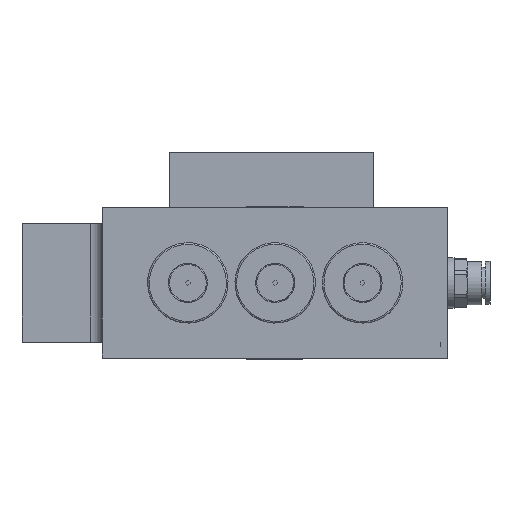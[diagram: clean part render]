
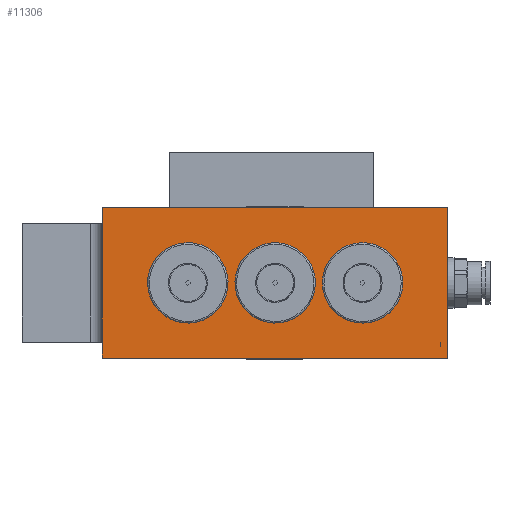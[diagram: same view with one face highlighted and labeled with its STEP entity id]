
A CAD part, front view. The second image highlights one B-rep face of the part: STEP entity #11306.
In plain terms, the highlighted planar face has unit normal (0, -1, 0).
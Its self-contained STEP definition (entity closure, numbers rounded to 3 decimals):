
#90=FACE_BOUND('',#1896,.T.);
#91=FACE_BOUND('',#1897,.T.);
#92=FACE_BOUND('',#1898,.T.);
#93=FACE_BOUND('',#1899,.T.);
#1156=FACE_OUTER_BOUND('',#1895,.T.);
#1895=EDGE_LOOP('',(#9517,#9518,#9519,#9520,#9521,#9522,#9523,#9524));
#1896=EDGE_LOOP('',(#9525,#9526,#9527,#9528));
#1897=EDGE_LOOP('',(#9529));
#1898=EDGE_LOOP('',(#9530));
#1899=EDGE_LOOP('',(#9531));
#2212=CIRCLE('',#11930,17.5);
#2222=CIRCLE('',#11947,17.5);
#2231=CIRCLE('',#11962,17.5);
#2787=LINE('',#16644,#3757);
#2859=LINE('',#18358,#3829);
#2906=LINE('',#18458,#3876);
#2915=LINE('',#18480,#3885);
#2918=LINE('',#18486,#3888);
#2925=LINE('',#18509,#3895);
#2944=LINE('',#18569,#3914);
#2952=LINE('',#18597,#3922);
#2956=LINE('',#18604,#3926);
#2959=LINE('',#18609,#3929);
#2962=LINE('',#18614,#3932);
#2969=LINE('',#18656,#3939);
#3757=VECTOR('',#13292,0.227);
#3829=VECTOR('',#13418,150.);
#3876=VECTOR('',#13475,10.);
#3885=VECTOR('',#13492,5.);
#3888=VECTOR('',#13497,0.127);
#3895=VECTOR('',#13516,58.5);
#3914=VECTOR('',#13579,2.);
#3922=VECTOR('',#13607,0.227);
#3926=VECTOR('',#13613,0.127);
#3929=VECTOR('',#13620,2.);
#3932=VECTOR('',#13627,2.);
#3939=VECTOR('',#13680,150.);
#4734=VERTEX_POINT('',#16641);
#4735=VERTEX_POINT('',#16643);
#4815=VERTEX_POINT('',#18356);
#4816=VERTEX_POINT('',#18357);
#4864=VERTEX_POINT('',#18457);
#4873=VERTEX_POINT('',#18479);
#4875=VERTEX_POINT('',#18485);
#4884=VERTEX_POINT('',#18506);
#4885=VERTEX_POINT('',#18508);
#4904=VERTEX_POINT('',#18567);
#4914=VERTEX_POINT('',#18595);
#4916=VERTEX_POINT('',#18602);
#5052=VERTEX_POINT('',#20461);
#5061=VERTEX_POINT('',#20490);
#5069=VERTEX_POINT('',#20516);
#5987=EDGE_CURVE('',#4734,#4735,#2787,.T.);
#6106=EDGE_CURVE('',#4815,#4816,#2859,.T.);
#6156=EDGE_CURVE('',#4816,#4864,#2906,.T.);
#6167=EDGE_CURVE('',#4873,#4815,#2915,.T.);
#6170=EDGE_CURVE('',#4873,#4875,#2918,.T.);
#6180=EDGE_CURVE('',#4884,#4885,#2925,.T.);
#6210=EDGE_CURVE('',#4904,#4734,#2944,.T.);
#6224=EDGE_CURVE('',#4904,#4914,#2952,.T.);
#6228=EDGE_CURVE('',#4884,#4916,#2956,.T.);
#6231=EDGE_CURVE('',#4875,#4916,#2959,.T.);
#6234=EDGE_CURVE('',#4735,#4914,#2962,.T.);
#6255=EDGE_CURVE('',#4864,#4885,#2969,.T.);
#6419=EDGE_CURVE('',#5052,#5052,#2212,.T.);
#6432=EDGE_CURVE('',#5061,#5061,#2222,.T.);
#6444=EDGE_CURVE('',#5069,#5069,#2231,.T.);
#9517=ORIENTED_EDGE('',*,*,#6156,.T.);
#9518=ORIENTED_EDGE('',*,*,#6255,.T.);
#9519=ORIENTED_EDGE('',*,*,#6180,.F.);
#9520=ORIENTED_EDGE('',*,*,#6228,.T.);
#9521=ORIENTED_EDGE('',*,*,#6231,.F.);
#9522=ORIENTED_EDGE('',*,*,#6170,.F.);
#9523=ORIENTED_EDGE('',*,*,#6167,.T.);
#9524=ORIENTED_EDGE('',*,*,#6106,.T.);
#9525=ORIENTED_EDGE('',*,*,#5987,.F.);
#9526=ORIENTED_EDGE('',*,*,#6210,.F.);
#9527=ORIENTED_EDGE('',*,*,#6224,.T.);
#9528=ORIENTED_EDGE('',*,*,#6234,.F.);
#9529=ORIENTED_EDGE('',*,*,#6432,.T.);
#9530=ORIENTED_EDGE('',*,*,#6444,.T.);
#9531=ORIENTED_EDGE('',*,*,#6419,.T.);
#10734=PLANE('',#12125);
#11306=ADVANCED_FACE('',(#1156,#90,#91,#92,#93),#10734,.T.);
#11930=AXIS2_PLACEMENT_3D('',#20463,#13867,#13868);
#11947=AXIS2_PLACEMENT_3D('',#20492,#13904,#13905);
#11962=AXIS2_PLACEMENT_3D('',#20518,#13937,#13938);
#12125=AXIS2_PLACEMENT_3D('',#21290,#14400,#14401);
#13292=DIRECTION('',(1.,0.,0.));
#13418=DIRECTION('',(1.,0.,0.));
#13475=DIRECTION('',(0.,0.,1.));
#13492=DIRECTION('',(0.,0.,-1.));
#13497=DIRECTION('',(1.,0.,0.));
#13516=DIRECTION('',(0.,0.,1.));
#13579=DIRECTION('',(0.,0.,-1.));
#13607=DIRECTION('',(1.,0.,0.));
#13613=DIRECTION('',(1.,0.,0.));
#13620=DIRECTION('',(0.,0.,1.));
#13627=DIRECTION('',(0.,0.,1.));
#13680=DIRECTION('',(-1.,0.,0.));
#13867=DIRECTION('center_axis',(0.,1.,0.));
#13868=DIRECTION('ref_axis',(-0.99,0.,-0.144));
#13904=DIRECTION('center_axis',(0.,1.,0.));
#13905=DIRECTION('ref_axis',(-0.924,0.,-0.382));
#13937=DIRECTION('center_axis',(0.,1.,0.));
#13938=DIRECTION('ref_axis',(-0.752,0.,-0.659));
#14400=DIRECTION('center_axis',(0.,-1.,0.));
#14401=DIRECTION('ref_axis',(0.,0.,
1.));
#16641=CARTESIAN_POINT('',(-3.1,108.675,-53.5));
#16643=CARTESIAN_POINT('',(-2.873,108.675,-53.5));
#16644=CARTESIAN_POINT('',(-150.,108.675,-53.5));
#18356=CARTESIAN_POINT('',(-150.,108.675,-58.5));
#18357=CARTESIAN_POINT('',(0.,108.675,-58.5));
#18358=CARTESIAN_POINT('',(-150.,108.675,-58.5));
#18457=CARTESIAN_POINT('',(0.,108.675,7.));
#18458=CARTESIAN_POINT('',(0.,108.675,-9.23));
#18479=CARTESIAN_POINT('',(-150.,108.675,-53.5));
#18480=CARTESIAN_POINT('',(-150.,108.675,-53.5));
#18485=CARTESIAN_POINT('',(-149.873,108.675,-53.5));
#18486=CARTESIAN_POINT('',(-150.,108.675,-53.5));
#18506=CARTESIAN_POINT('',(-150.,108.675,-51.5));
#18508=CARTESIAN_POINT('',(-150.,108.675,7.));
#18509=CARTESIAN_POINT('',(-150.,108.675,2.));
#18567=CARTESIAN_POINT('',(-3.1,108.675,-51.5));
#18569=CARTESIAN_POINT('',(-3.1,108.675,2.));
#18595=CARTESIAN_POINT('',(-2.873,108.675,-51.5));
#18597=CARTESIAN_POINT('',(-3.1,108.675,-51.5));
#18602=CARTESIAN_POINT('',(-149.873,108.675,-51.5));
#18604=CARTESIAN_POINT('',(-150.,108.675,-51.5));
#18609=CARTESIAN_POINT('',(-149.873,108.675,-53.5));
#18614=CARTESIAN_POINT('',(-2.873,108.675,-53.5));
#18656=CARTESIAN_POINT('',(0.,108.675,7.));
#20461=CARTESIAN_POINT('',(-57.533,108.675,-23.228));
#20463=CARTESIAN_POINT('Origin',(-74.85,108.675,-25.75));
#20490=CARTESIAN_POINT('',(-96.675,108.675,-19.071));
#20492=CARTESIAN_POINT('Origin',(-112.85,108.675,-25.75));
#20516=CARTESIAN_POINT('',(-23.685,108.675,-14.22));
#20518=CARTESIAN_POINT('Origin',(-36.85,108.675,-25.75));
#21290=CARTESIAN_POINT('Origin',(-150.,108.675,0.));
